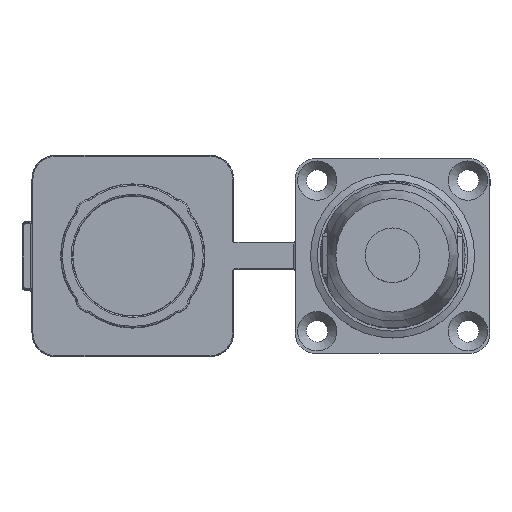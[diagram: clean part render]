
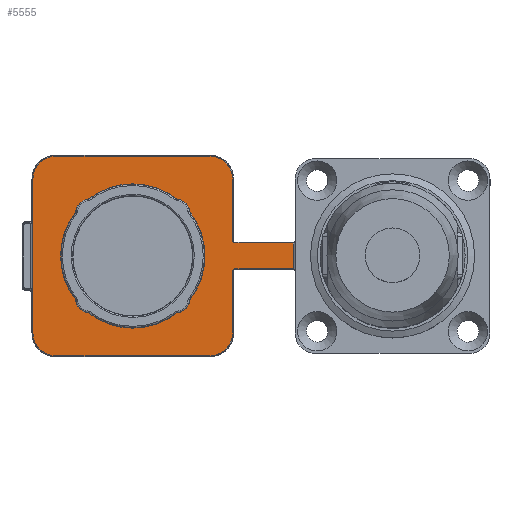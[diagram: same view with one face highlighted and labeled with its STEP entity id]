
A CAD part, top view. The second image highlights one B-rep face of the part: STEP entity #5555.
In plain terms, the highlighted planar face has unit normal (0, 0, 1).
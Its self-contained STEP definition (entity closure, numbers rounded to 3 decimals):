
#1441=PLANE('',#17880);
#3301=LINE('',#30536,#4592);
#3302=LINE('',#30539,#4593);
#3303=LINE('',#30543,#4594);
#3304=LINE('',#30547,#4595);
#3305=LINE('',#30551,#4596);
#3306=LINE('',#30555,#4597);
#3307=LINE('',#30559,#4598);
#3308=LINE('',#30563,#4599);
#4592=VECTOR('',#21978,1.);
#4593=VECTOR('',#21979,1.);
#4594=VECTOR('',#21982,1.);
#4595=VECTOR('',#21985,1.);
#4596=VECTOR('',#21988,1.);
#4597=VECTOR('',#21991,1.);
#4598=VECTOR('',#21994,1.);
#4599=VECTOR('',#21997,1.);
#5555=ADVANCED_FACE('',(#6445,#6446),#1441,.T.);
#6445=FACE_BOUND('',#7698,.T.);
#6446=FACE_BOUND('',#7699,.T.);
#7698=EDGE_LOOP('',(#11810,#11811,#11812,#11813,#11814,#11815,#11816,#11817));
#7699=EDGE_LOOP('',(#11818,#11819,#11820,#11821,#11822,#11823,#11824,#11825,
#11826,#11827,#11828,#11829,#11830,#11831));
#11810=ORIENTED_EDGE('',*,*,#15551,.T.);
#11811=ORIENTED_EDGE('',*,*,#15723,.T.);
#11812=ORIENTED_EDGE('',*,*,#15537,.T.);
#11813=ORIENTED_EDGE('',*,*,#15724,.T.);
#11814=ORIENTED_EDGE('',*,*,#15541,.T.);
#11815=ORIENTED_EDGE('',*,*,#15725,.T.);
#11816=ORIENTED_EDGE('',*,*,#15561,.T.);
#11817=ORIENTED_EDGE('',*,*,#15726,.T.);
#11818=ORIENTED_EDGE('',*,*,#15727,.T.);
#11819=ORIENTED_EDGE('',*,*,#15728,.T.);
#11820=ORIENTED_EDGE('',*,*,#15729,.T.);
#11821=ORIENTED_EDGE('',*,*,#15730,.T.);
#11822=ORIENTED_EDGE('',*,*,#15731,.T.);
#11823=ORIENTED_EDGE('',*,*,#15732,.T.);
#11824=ORIENTED_EDGE('',*,*,#15733,.T.);
#11825=ORIENTED_EDGE('',*,*,#15734,.T.);
#11826=ORIENTED_EDGE('',*,*,#15735,.T.);
#11827=ORIENTED_EDGE('',*,*,#15736,.T.);
#11828=ORIENTED_EDGE('',*,*,#15737,.T.);
#11829=ORIENTED_EDGE('',*,*,#15738,.T.);
#11830=ORIENTED_EDGE('',*,*,#15739,.T.);
#11831=ORIENTED_EDGE('',*,*,#15740,.T.);
#13489=VERTEX_POINT('',#29132);
#13490=VERTEX_POINT('',#29133);
#13491=VERTEX_POINT('',#29138);
#13492=VERTEX_POINT('',#29140);
#13499=VERTEX_POINT('',#29165);
#13500=VERTEX_POINT('',#29167);
#13507=VERTEX_POINT('',#29192);
#13508=VERTEX_POINT('',#29194);
#13618=VERTEX_POINT('',#30537);
#13619=VERTEX_POINT('',#30538);
#13620=VERTEX_POINT('',#30540);
#13621=VERTEX_POINT('',#30542);
#13622=VERTEX_POINT('',#30544);
#13623=VERTEX_POINT('',#30546);
#13624=VERTEX_POINT('',#30548);
#13625=VERTEX_POINT('',#30550);
#13626=VERTEX_POINT('',#30552);
#13627=VERTEX_POINT('',#30554);
#13628=VERTEX_POINT('',#30556);
#13629=VERTEX_POINT('',#30558);
#13630=VERTEX_POINT('',#30560);
#13631=VERTEX_POINT('',#30562);
#15537=EDGE_CURVE('',#13489,#13490,#16385,.T.);
#15541=EDGE_CURVE('',#13492,#13491,#16389,.T.);
#15551=EDGE_CURVE('',#13500,#13499,#16395,.T.);
#15561=EDGE_CURVE('',#13508,#13507,#16401,.T.);
#15723=EDGE_CURVE('',#13499,#13489,#16439,.T.);
#15724=EDGE_CURVE('',#13490,#13492,#16440,.T.);
#15725=EDGE_CURVE('',#13491,#13508,#16441,.T.);
#15726=EDGE_CURVE('',#13507,#13500,#16442,.T.);
#15727=EDGE_CURVE('',#13618,#13619,#3301,.T.);
#15728=EDGE_CURVE('',#13619,#13620,#3302,.T.);
#15729=EDGE_CURVE('',#13620,#13621,#16443,.T.);
#15730=EDGE_CURVE('',#13621,#13622,#3303,.T.);
#15731=EDGE_CURVE('',#13622,#13623,#16444,.T.);
#15732=EDGE_CURVE('',#13623,#13624,#3304,.T.);
#15733=EDGE_CURVE('',#13624,#13625,#16445,.T.);
#15734=EDGE_CURVE('',#13625,#13626,#3305,.T.);
#15735=EDGE_CURVE('',#13626,#13627,#16446,.T.);
#15736=EDGE_CURVE('',#13627,#13628,#3306,.T.);
#15737=EDGE_CURVE('',#13628,#13629,#16447,.T.);
#15738=EDGE_CURVE('',#13629,#13630,#3307,.T.);
#15739=EDGE_CURVE('',#13630,#13631,#16448,.T.);
#15740=EDGE_CURVE('',#13631,#13618,#3308,.T.);
#16385=CIRCLE('',#17757,10.55);
#16389=CIRCLE('',#17762,10.55);
#16395=CIRCLE('',#17771,10.55);
#16401=CIRCLE('',#17780,10.55);
#16439=CIRCLE('',#17870,2.05);
#16440=CIRCLE('',#17871,2.05);
#16441=CIRCLE('',#17872,2.05);
#16442=CIRCLE('',#17873,2.05);
#16443=CIRCLE('',#17874,0.35);
#16444=CIRCLE('',#17875,3.35);
#16445=CIRCLE('',#17876,3.35);
#16446=CIRCLE('',#17877,3.35);
#16447=CIRCLE('',#17878,3.35);
#16448=CIRCLE('',#17879,0.35);
#17757=AXIS2_PLACEMENT_3D('',#29131,#21659,#21660);
#17762=AXIS2_PLACEMENT_3D('',#29139,#21669,#21670);
#17771=AXIS2_PLACEMENT_3D('',#29166,#21689,#21690);
#17780=AXIS2_PLACEMENT_3D('',#29193,#21709,#21710);
#17870=AXIS2_PLACEMENT_3D('',#30532,#21970,#21971);
#17871=AXIS2_PLACEMENT_3D('',#30533,#21972,#21973);
#17872=AXIS2_PLACEMENT_3D('',#30534,#21974,#21975);
#17873=AXIS2_PLACEMENT_3D('',#30535,#21976,#21977);
#17874=AXIS2_PLACEMENT_3D('',#30541,#21980,#21981);
#17875=AXIS2_PLACEMENT_3D('',#30545,#21983,#21984);
#17876=AXIS2_PLACEMENT_3D('',#30549,#21986,#21987);
#17877=AXIS2_PLACEMENT_3D('',#30553,#21989,#21990);
#17878=AXIS2_PLACEMENT_3D('',#30557,#21992,#21993);
#17879=AXIS2_PLACEMENT_3D('',#30561,#21995,#21996);
#17880=AXIS2_PLACEMENT_3D('',#30564,#21998,#21999);
#21659=DIRECTION('',(0.,0.,-1.));
#21660=DIRECTION('',(-0.017,1.,0.));
#21669=DIRECTION('',(0.,0.,-1.));
#21670=DIRECTION('',(-0.017,1.,0.));
#21689=DIRECTION('',(0.,0.,-1.));
#21690=DIRECTION('',(-0.017,1.,0.));
#21709=DIRECTION('',(0.,0.,-1.));
#21710=DIRECTION('',(-0.017,1.,0.));
#21970=DIRECTION('',(0.,0.,-1.));
#21971=DIRECTION('',(-0.017,1.,0.));
#21972=DIRECTION('',(0.,0.,-1.));
#21973=DIRECTION('',(-0.017,1.,0.));
#21974=DIRECTION('',(0.,0.,-1.));
#21975=DIRECTION('',(-0.017,1.,0.));
#21976=DIRECTION('',(0.,0.,-1.));
#21977=DIRECTION('',(-0.017,1.,0.));
#21978=DIRECTION('',(0.,1.,0.));
#21979=DIRECTION('',(-1.,0.,0.));
#21980=DIRECTION('',(0.,0.,-1.));
#21981=DIRECTION('',(-0.017,1.,0.));
#21982=DIRECTION('',(0.,1.,0.));
#21983=DIRECTION('',(0.,0.,1.));
#21984=DIRECTION('',(-0.017,1.,0.));
#21985=DIRECTION('',(-1.,0.,0.));
#21986=DIRECTION('',(0.,0.,1.));
#21987=DIRECTION('',(-0.017,1.,0.));
#21988=DIRECTION('',(0.,-1.,0.));
#21989=DIRECTION('',(0.,0.,1.));
#21990=DIRECTION('',(-0.017,1.,0.));
#21991=DIRECTION('',(1.,0.,0.));
#21992=DIRECTION('',(0.,0.,1.));
#21993=DIRECTION('',(-0.017,1.,0.));
#21994=DIRECTION('',(0.,1.,0.));
#21995=DIRECTION('',(0.,0.,-1.));
#21996=DIRECTION('',(-0.017,1.,0.));
#21997=DIRECTION('',(1.,0.,0.));
#21998=DIRECTION('',(0.,0.,1.));
#21999=DIRECTION('',(0.017,-1.,0.));
#29131=CARTESIAN_POINT('',(-38.,0.,14.2));
#29132=CARTESIAN_POINT('',(-29.664,6.466,14.2));
#29133=CARTESIAN_POINT('',(-29.664,-6.466,14.2));
#29138=CARTESIAN_POINT('',(-44.466,-8.336,14.2));
#29139=CARTESIAN_POINT('',(-38.,0.,14.2));
#29140=CARTESIAN_POINT('',(-31.534,-8.336,14.2));
#29165=CARTESIAN_POINT('',(-31.534,8.336,14.2));
#29166=CARTESIAN_POINT('',(-38.,0.,14.2));
#29167=CARTESIAN_POINT('',(-44.466,8.336,14.2));
#29192=CARTESIAN_POINT('',(-46.336,6.466,14.2));
#29193=CARTESIAN_POINT('',(-38.,0.,14.2));
#29194=CARTESIAN_POINT('',(-46.336,-6.466,14.2));
#30532=CARTESIAN_POINT('',(-31.707,6.293,14.2));
#30533=CARTESIAN_POINT('',(-31.707,-6.293,14.2));
#30534=CARTESIAN_POINT('',(-44.293,-6.293,14.2));
#30535=CARTESIAN_POINT('',(-44.293,6.293,14.2));
#30536=CARTESIAN_POINT('',(-14.5,11.25,14.2));
#30537=CARTESIAN_POINT('',(-14.5,-1.9,14.2));
#30538=CARTESIAN_POINT('',(-14.5,1.9,14.2));
#30539=CARTESIAN_POINT('',(-23.05,1.9,14.2));
#30540=CARTESIAN_POINT('',(-23.05,1.9,14.2));
#30541=CARTESIAN_POINT('',(-23.05,2.25,14.2));
#30542=CARTESIAN_POINT('',(-23.4,2.25,14.2));
#30543=CARTESIAN_POINT('',(-23.4,11.25,14.2));
#30544=CARTESIAN_POINT('',(-23.4,11.25,14.2));
#30545=CARTESIAN_POINT('',(-26.75,11.25,14.2));
#30546=CARTESIAN_POINT('',(-26.75,14.6,14.2));
#30547=CARTESIAN_POINT('',(-49.25,14.6,14.2));
#30548=CARTESIAN_POINT('',(-49.25,14.6,14.2));
#30549=CARTESIAN_POINT('',(-49.25,11.25,14.2));
#30550=CARTESIAN_POINT('',(-52.6,11.25,14.2));
#30551=CARTESIAN_POINT('',(-52.6,-11.25,14.2));
#30552=CARTESIAN_POINT('',(-52.6,-11.25,14.2));
#30553=CARTESIAN_POINT('',(-49.25,-11.25,14.2));
#30554=CARTESIAN_POINT('',(-49.25,-14.6,14.2));
#30555=CARTESIAN_POINT('',(-26.75,-14.6,14.2));
#30556=CARTESIAN_POINT('',(-26.75,-14.6,14.2));
#30557=CARTESIAN_POINT('',(-26.75,-11.25,14.2));
#30558=CARTESIAN_POINT('',(-23.4,-11.25,14.2));
#30559=CARTESIAN_POINT('',(-23.4,-2.25,14.2));
#30560=CARTESIAN_POINT('',(-23.4,-2.25,14.2));
#30561=CARTESIAN_POINT('',(-23.05,-2.25,14.2));
#30562=CARTESIAN_POINT('',(-23.05,-1.9,14.2));
#30563=CARTESIAN_POINT('',(-14.5,-1.9,14.2));
#30564=CARTESIAN_POINT('',(-49.25,11.25,14.2));
